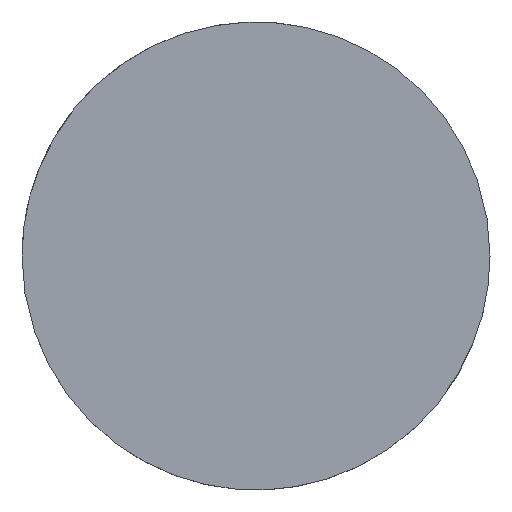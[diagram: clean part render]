
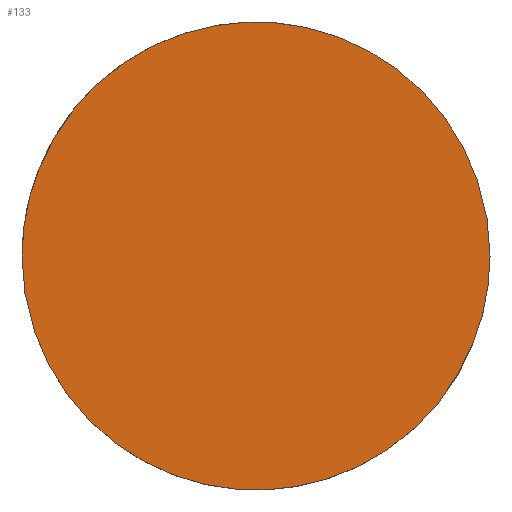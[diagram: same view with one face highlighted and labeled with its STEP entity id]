
A CAD part, top view. The second image highlights one B-rep face of the part: STEP entity #133.
In plain terms, the highlighted planar face has unit normal (0, 0, 1).
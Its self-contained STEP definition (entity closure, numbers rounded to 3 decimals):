
#7 = EDGE_CURVE ( 'NONE', #139, #153, #172, .T. ) ;
#14 = CARTESIAN_POINT ( 'NONE',  ( 25.4, 25.4, 3.5 ) ) ;
#15 = CARTESIAN_POINT ( 'NONE',  ( -25.4, 0., 3.5 ) ) ;
#19 = CARTESIAN_POINT ( 'NONE',  ( 0., -25.4, 3.5 ) ) ;
#27 = CARTESIAN_POINT ( 'NONE',  ( -25.4, 0., 3.5 ) ) ;
#35 = ORIENTED_EDGE ( 'NONE', *, *, #7, .T. ) ;
#42 = CARTESIAN_POINT ( 'NONE',  ( 25.4, 0., 3.5 ) ) ;
#61 = CARTESIAN_POINT ( 'NONE',  ( -25.4, 25.4, 3.5 ) ) ;
#62 = PLANE ( 'NONE',  #104 ) ;
#69 = ORIENTED_EDGE ( 'NONE', *, *, #92, .T. ) ;
#72 = CARTESIAN_POINT ( 'NONE',  ( -25.4, 0., 3.5 ) ) ;
#76 = CARTESIAN_POINT ( 'NONE',  ( 0., 52.02, 3.5 ) ) ;
#77 = FACE_OUTER_BOUND ( 'NONE', #109, .T. ) ;
#87 = DIRECTION ( 'NONE',  ( 1., 0., 0. ) ) ;
#88 = CARTESIAN_POINT ( 'NONE',  ( 25.4, 0., 3.5 ) ) ;
#92 = EDGE_CURVE ( 'NONE', #153, #139, #119, .T. ) ;
#104 = AXIS2_PLACEMENT_3D ( 'NONE', #76, #168, #87 ) ;
#109 = EDGE_LOOP ( 'NONE', ( #69, #35 ) ) ;
#119 =( BOUNDED_CURVE ( )  B_SPLINE_CURVE ( 2, ( #88, #14, #154, #61, #15 ),
 .UNSPECIFIED., .F., .T. ) 
 B_SPLINE_CURVE_WITH_KNOTS ( ( 3, 2, 3 ),
 ( 0., 1.571, 3.142 ),
 .UNSPECIFIED. ) 
 CURVE ( )  GEOMETRIC_REPRESENTATION_ITEM ( )  RATIONAL_B_SPLINE_CURVE ( ( 1., 0.707, 1., 0.707, 1. ) ) 
 REPRESENTATION_ITEM ( '' )  );
#133 = ADVANCED_FACE ( 'NONE', ( #77 ), #62, .T. ) ;
#135 = CARTESIAN_POINT ( 'NONE',  ( 25.4, -25.4, 3.5 ) ) ;
#139 = VERTEX_POINT ( 'NONE', #27 ) ;
#153 = VERTEX_POINT ( 'NONE', #179 ) ;
#154 = CARTESIAN_POINT ( 'NONE',  ( 0., 25.4, 3.5 ) ) ;
#164 = CARTESIAN_POINT ( 'NONE',  ( -25.4, -25.4, 3.5 ) ) ;
#168 = DIRECTION ( 'NONE',  ( 0., 0., 1. ) ) ;
#172 =( BOUNDED_CURVE ( )  B_SPLINE_CURVE ( 2, ( #72, #164, #19, #135, #42 ),
 .UNSPECIFIED., .F., .F. ) 
 B_SPLINE_CURVE_WITH_KNOTS ( ( 3, 2, 3 ),
 ( 3.142, 4.712, 6.283 ),
 .UNSPECIFIED. ) 
 CURVE ( )  GEOMETRIC_REPRESENTATION_ITEM ( )  RATIONAL_B_SPLINE_CURVE ( ( 1., 0.707, 1., 0.707, 1. ) ) 
 REPRESENTATION_ITEM ( '' )  );
#179 = CARTESIAN_POINT ( 'NONE',  ( 25.4, 0., 3.5 ) ) ;
